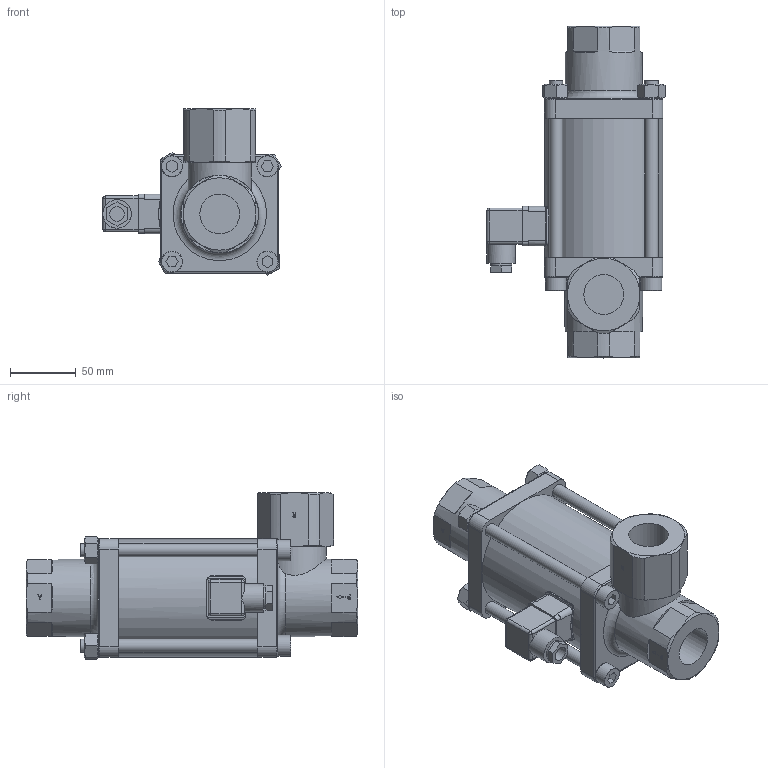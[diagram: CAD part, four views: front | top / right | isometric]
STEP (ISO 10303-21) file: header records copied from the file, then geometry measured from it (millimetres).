
FILE_DESCRIPTION(/* description */ (''),/* implementation_level */ '2;1');
FILE_NAME(/* name */ 'Typ 370 DN25 G1.stp',/* time_stamp */ '2016-10-27T09:13:14+02:00',/* author */ ('jmetzger'),/* organization */ (''),/* preprocessor_version */ 'ST-DEVELOPER v15.2',/* originating_system */ 'Autodesk Inventor 2014',/* authorisation */ '');
FILE_SCHEMA (('AUTOMOTIVE_DESIGN { 1 0 10303 214 3 1 1 }'));
Length unit declared in the file: millimetre
Products named in the file (1): Typ 370 DN25 G1
Bounding box: 135.42 x 252.1 x 126.64 mm (x, y, z)
Volume: 1380884.4 mm3; surface area: 134531.2 mm2
Topology: 7 solids, 7 shells, 436 faces, 1055 edges, 657 vertices
Faces by surface type: plane 258, cylinder 93, cone 49, bspline 22, torus 10, sphere 4
Full cylindrical faces by diameter (mm): 4.2 x1, 10 x4, 10.25 x4, 10.5 x8, 11 x1, 16 x5, 21.6 x1, 30.29 x2, 30.291 x1, 59 x2, 90 x1
Entity records: 12877 total; most frequent: CARTESIAN_POINT 3274, ORIENTED_EDGE 1958, DIRECTION 1933, EDGE_CURVE 977, AXIS2_PLACEMENT_3D 712, VERTEX_POINT 640, EDGE_LOOP 537, LINE 509
